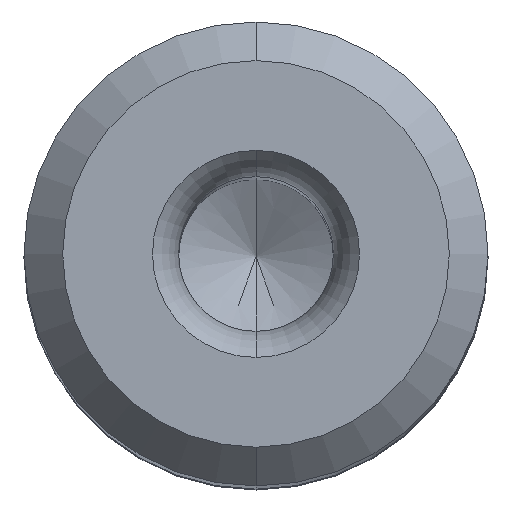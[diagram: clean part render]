
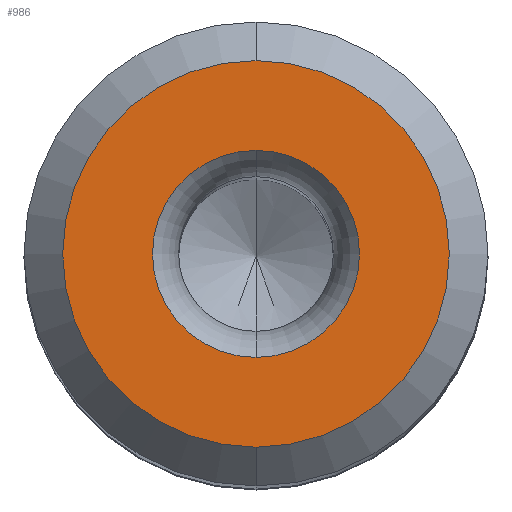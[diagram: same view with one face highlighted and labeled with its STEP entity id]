
A CAD part, top view. The second image highlights one B-rep face of the part: STEP entity #986.
In plain terms, the highlighted face is planar.
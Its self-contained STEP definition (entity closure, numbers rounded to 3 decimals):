
#405=CARTESIAN_POINT('',(0.,0.,0.));
#406=DIRECTION('',(0.,0.,-1.));
#407=DIRECTION('',(0.,1.,0.));
#408=AXIS2_PLACEMENT_3D('',#405,#406,#407);
#413=CARTESIAN_POINT('',(0.,0.,0.));
#414=DIRECTION('',(0.,0.,-1.));
#415=DIRECTION('',(0.,-1.,0.));
#416=AXIS2_PLACEMENT_3D('',#413,#414,#415);
#421=CARTESIAN_POINT('',(0.,0.,0.));
#422=DIRECTION('',(0.,0.,1.));
#423=DIRECTION('',(0.,1.,0.));
#424=AXIS2_PLACEMENT_3D('',#421,#422,#423);
#429=CARTESIAN_POINT('',(0.,0.,0.));
#430=DIRECTION('',(0.,0.,1.));
#431=DIRECTION('',(0.,-1.,0.));
#432=AXIS2_PLACEMENT_3D('',#429,#430,#431);
#523=CARTESIAN_POINT('',(0.,2.677,0.));
#524=CARTESIAN_POINT('',(0.,-2.677,0.));
#525=VERTEX_POINT('',#523);
#526=VERTEX_POINT('',#524);
#571=CARTESIAN_POINT('',(0.,5.,0.));
#572=CARTESIAN_POINT('',(0.,-5.,0.));
#573=VERTEX_POINT('',#571);
#574=VERTEX_POINT('',#572);
#971=CARTESIAN_POINT('',(0.,0.,0.));
#972=DIRECTION('',(0.,0.,-1.));
#973=DIRECTION('',(0.,-1.,0.));
#974=AXIS2_PLACEMENT_3D('',#971,#972,#973);
#975=PLANE('',#974);
#976=ORIENTED_EDGE('',*,*,#953,.T.);
#977=ORIENTED_EDGE('',*,*,#938,.T.);
#978=EDGE_LOOP('',(#976,#977));
#979=FACE_OUTER_BOUND('',#978,.F.);
#981=ORIENTED_EDGE('',*,*,#980,.T.);
#983=ORIENTED_EDGE('',*,*,#982,.T.);
#984=EDGE_LOOP('',(#981,#983));
#985=FACE_BOUND('',#984,.F.);
#986=ADVANCED_FACE('',(#979,#985),#975,.T.);
#409=CIRCLE('',#408,2.677);
#417=CIRCLE('',#416,2.677);
#425=CIRCLE('',#424,5.);
#433=CIRCLE('',#432,5.);
#938=EDGE_CURVE('',#574,#573,#433,.T.);
#953=EDGE_CURVE('',#573,#574,#425,.T.);
#980=EDGE_CURVE('',#525,#526,#409,.T.);
#982=EDGE_CURVE('',#526,#525,#417,.T.);
